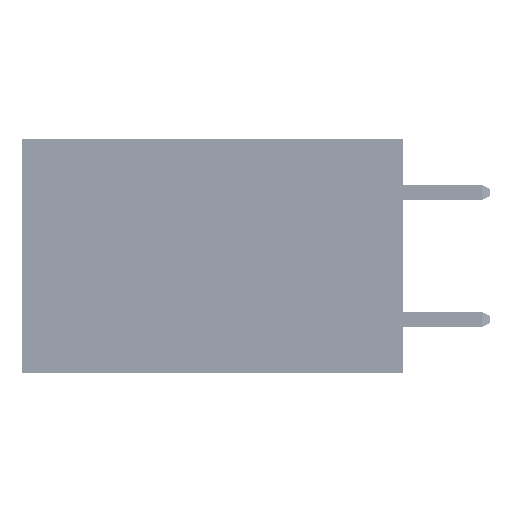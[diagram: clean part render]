
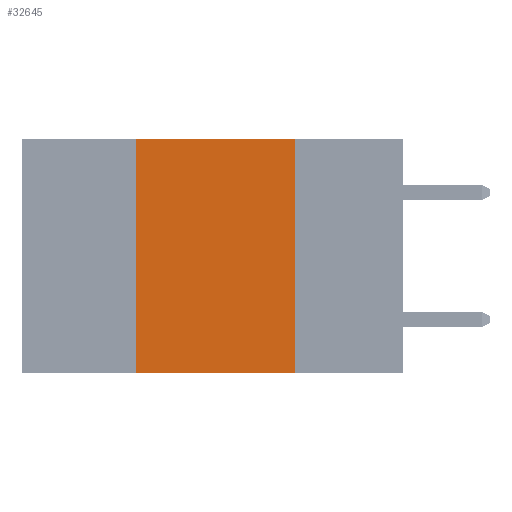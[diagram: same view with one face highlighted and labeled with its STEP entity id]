
A CAD part, left-side view. The second image highlights one B-rep face of the part: STEP entity #32645.
In plain terms, the highlighted planar face has unit normal (-1, 0, 0).
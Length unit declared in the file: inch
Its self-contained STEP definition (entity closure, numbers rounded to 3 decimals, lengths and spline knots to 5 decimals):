
#236 = VECTOR ( 'NONE', #12893, 39.37008 ) ;
#5203 = VECTOR ( 'NONE', #51050, 39.37008 ) ;
#5452 = EDGE_CURVE ( 'NONE', #37568, #42891, #20904, .T. ) ;
#5477 = AXIS2_PLACEMENT_3D ( 'NONE', #20419, #16544, #8189 ) ;
#6304 = VECTOR ( 'NONE', #12618, 39.37008 ) ;
#8189 = DIRECTION ( 'NONE',  ( 0., 0., -1. ) ) ;
#9318 = EDGE_CURVE ( 'NONE', #29018, #37568, #32420, .T. ) ;
#12378 = VERTEX_POINT ( 'NONE', #45244 ) ;
#12618 = DIRECTION ( 'NONE',  ( 0., 0., -1. ) ) ;
#12766 = ORIENTED_EDGE ( 'NONE', *, *, #27754, .T. ) ;
#12893 = DIRECTION ( 'NONE',  ( 0., -1., 0. ) ) ;
#13917 = LINE ( 'NONE', #44847, #6304 ) ;
#14709 = EDGE_CURVE ( 'NONE', #42891, #12378, #13917, .T. ) ;
#16544 = DIRECTION ( 'NONE',  ( 1., 0., 0. ) ) ;
#16677 = CARTESIAN_POINT ( 'NONE',  ( 0., 0.42, -0.37 ) ) ;
#19485 = EDGE_LOOP ( 'NONE', ( #28501, #50052, #19951, #12766 ) ) ;
#19951 = ORIENTED_EDGE ( 'NONE', *, *, #9318, .F. ) ;
#19958 = LINE ( 'NONE', #32699, #236 ) ;
#20419 = CARTESIAN_POINT ( 'NONE',  ( 0., 0.6, 0. ) ) ;
#20904 = LINE ( 'NONE', #38103, #51933 ) ;
#22753 = CARTESIAN_POINT ( 'NONE',  ( 0., 0.42, 0. ) ) ;
#27754 = EDGE_CURVE ( 'NONE', #29018, #12378, #19958, .T. ) ;
#28501 = ORIENTED_EDGE ( 'NONE', *, *, #14709, .F. ) ;
#29018 = VERTEX_POINT ( 'NONE', #16677 ) ;
#32420 = LINE ( 'NONE', #22753, #5203 ) ;
#32464 = PLANE ( 'NONE',  #5477 ) ;
#32645 = ADVANCED_FACE ( 'NONE', ( #35944 ), #32464, .F. ) ;
#32699 = CARTESIAN_POINT ( 'NONE',  ( 0., 0.6, -0.37 ) ) ;
#35944 = FACE_OUTER_BOUND ( 'NONE', #19485, .T. ) ;
#37568 = VERTEX_POINT ( 'NONE', #46181 ) ;
#38103 = CARTESIAN_POINT ( 'NONE',  ( 0., 0.6, 0. ) ) ;
#42177 = DIRECTION ( 'NONE',  ( 0., -1., 0. ) ) ;
#42891 = VERTEX_POINT ( 'NONE', #47059 ) ;
#44847 = CARTESIAN_POINT ( 'NONE',  ( 0., 0.17, 0. ) ) ;
#45244 = CARTESIAN_POINT ( 'NONE',  ( 0., 0.17, -0.37 ) ) ;
#46181 = CARTESIAN_POINT ( 'NONE',  ( 0., 0.42, 0. ) ) ;
#47059 = CARTESIAN_POINT ( 'NONE',  ( 0., 0.17, 0. ) ) ;
#50052 = ORIENTED_EDGE ( 'NONE', *, *, #5452, .F. ) ;
#51050 = DIRECTION ( 'NONE',  ( 0., 0., 1. ) ) ;
#51933 = VECTOR ( 'NONE', #42177, 39.37008 ) ;
